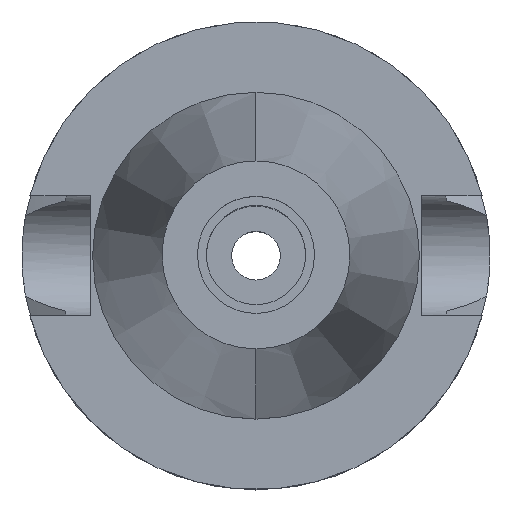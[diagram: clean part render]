
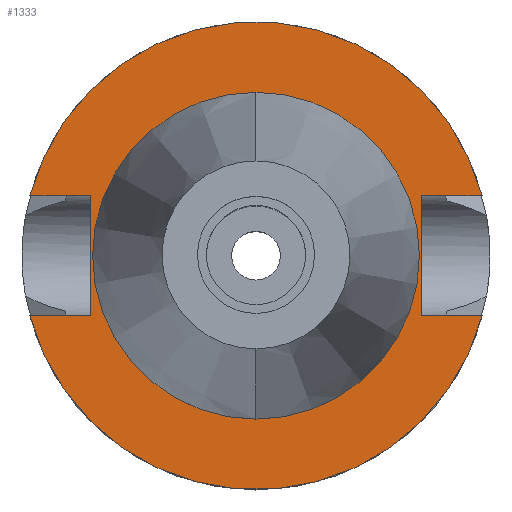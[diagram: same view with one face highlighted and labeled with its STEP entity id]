
A CAD part, top view. The second image highlights one B-rep face of the part: STEP entity #1333.
In plain terms, the highlighted planar face has unit normal (0, 0, 1).
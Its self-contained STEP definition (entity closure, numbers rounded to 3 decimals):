
#21 = FACE_OUTER_BOUND ( 'NONE', #621, .T. ) ;
#39 = ORIENTED_EDGE ( 'NONE', *, *, #574, .F. ) ;
#62 = CARTESIAN_POINT ( 'NONE',  ( 0., 34.925, -1.5 ) ) ;
#106 = CARTESIAN_POINT ( 'NONE',  ( 48.321, -12.85, -1.5 ) ) ;
#118 = VERTEX_POINT ( 'NONE', #3079 ) ;
#179 = DIRECTION ( 'NONE',  ( -1., 0., 0. ) ) ;
#185 = ORIENTED_EDGE ( 'NONE', *, *, #2545, .T. ) ;
#270 = DIRECTION ( 'NONE',  ( 0., 0., -1. ) ) ;
#356 = VERTEX_POINT ( 'NONE', #106 ) ;
#369 = CIRCLE ( 'NONE', #562, 34.925 ) ;
#393 = DIRECTION ( 'NONE',  ( 0., 1., 0. ) ) ;
#479 = CARTESIAN_POINT ( 'NONE',  ( -35.4, -12.85, -1.5 ) ) ;
#480 = AXIS2_PLACEMENT_3D ( 'NONE', #2661, #270, #599 ) ;
#494 = EDGE_CURVE ( 'NONE', #2390, #1596, #2295, .T. ) ;
#540 = CARTESIAN_POINT ( 'NONE',  ( -48.321, 12.85, -1.5 ) ) ;
#562 = AXIS2_PLACEMENT_3D ( 'NONE', #624, #1354, #393 ) ;
#574 = EDGE_CURVE ( 'NONE', #1437, #2873, #2109, .T. ) ;
#581 = CARTESIAN_POINT ( 'NONE',  ( 0., 0., -1.5 ) ) ;
#599 = DIRECTION ( 'NONE',  ( 0., -1., 0. ) ) ;
#612 = CARTESIAN_POINT ( 'NONE',  ( -35.4, -12.85, -1.5 ) ) ;
#621 = EDGE_LOOP ( 'NONE', ( #2811, #1749, #1875, #2909, #185, #1808, #2213, #39 ) ) ;
#624 = CARTESIAN_POINT ( 'NONE',  ( 0., 0., -1.5 ) ) ;
#657 = CARTESIAN_POINT ( 'NONE',  ( -35.4, 12.85, -1.5 ) ) ;
#717 = LINE ( 'NONE', #1667, #2841 ) ;
#732 = FACE_BOUND ( 'NONE', #1777, .T. ) ;
#792 = DIRECTION ( 'NONE',  ( 0., 1., 0. ) ) ;
#932 = LINE ( 'NONE', #1129, #1107 ) ;
#963 = PLANE ( 'NONE',  #480 ) ;
#972 = CARTESIAN_POINT ( 'NONE',  ( 0., -34.925, -1.5 ) ) ;
#1098 = EDGE_CURVE ( 'NONE', #2873, #2680, #1915, .T. ) ;
#1107 = VECTOR ( 'NONE', #1600, 1000. ) ;
#1114 = CARTESIAN_POINT ( 'NONE',  ( 0., 0., -1.5 ) ) ;
#1129 = CARTESIAN_POINT ( 'NONE',  ( 35.4, 12.85, -1.5 ) ) ;
#1197 = VECTOR ( 'NONE', #179, 1000. ) ;
#1292 = VERTEX_POINT ( 'NONE', #1989 ) ;
#1294 = VECTOR ( 'NONE', #1305, 1000. ) ;
#1297 = EDGE_CURVE ( 'NONE', #2680, #118, #1786, .T. ) ;
#1305 = DIRECTION ( 'NONE',  ( 0., -1., 0. ) ) ;
#1333 = ADVANCED_FACE ( 'NONE', ( #21, #732 ), #963, .F. ) ;
#1354 = DIRECTION ( 'NONE',  ( 0., 0., 1. ) ) ;
#1360 = VECTOR ( 'NONE', #1403, 1000. ) ;
#1380 = ORIENTED_EDGE ( 'NONE', *, *, #1574, .F. ) ;
#1403 = DIRECTION ( 'NONE',  ( -1., 0., 0. ) ) ;
#1436 = CARTESIAN_POINT ( 'NONE',  ( -35.4, -12.85, -1.5 ) ) ;
#1437 = VERTEX_POINT ( 'NONE', #612 ) ;
#1479 = CIRCLE ( 'NONE', #1580, 34.925 ) ;
#1574 = EDGE_CURVE ( 'NONE', #2614, #2652, #1479, .T. ) ;
#1580 = AXIS2_PLACEMENT_3D ( 'NONE', #1114, #1844, #2632 ) ;
#1596 = VERTEX_POINT ( 'NONE', #2136 ) ;
#1600 = DIRECTION ( 'NONE',  ( 1., 0., 0. ) ) ;
#1614 = CIRCLE ( 'NONE', #2431, 50. ) ;
#1667 = CARTESIAN_POINT ( 'NONE',  ( 35.4, -12.85, -1.5 ) ) ;
#1716 = DIRECTION ( 'NONE',  ( 0., 0., -1. ) ) ;
#1749 = ORIENTED_EDGE ( 'NONE', *, *, #2976, .F. ) ;
#1777 = EDGE_LOOP ( 'NONE', ( #2095, #1380 ) ) ;
#1786 = CIRCLE ( 'NONE', #3049, 50. ) ;
#1808 = ORIENTED_EDGE ( 'NONE', *, *, #1297, .F. ) ;
#1844 = DIRECTION ( 'NONE',  ( 0., 0., 1. ) ) ;
#1857 = VECTOR ( 'NONE', #3074, 1000. ) ;
#1875 = ORIENTED_EDGE ( 'NONE', *, *, #1959, .F. ) ;
#1915 = LINE ( 'NONE', #657, #1197 ) ;
#1957 = DIRECTION ( 'NONE',  ( 0., 0., -1. ) ) ;
#1959 = EDGE_CURVE ( 'NONE', #1596, #356, #717, .T. ) ;
#1989 = CARTESIAN_POINT ( 'NONE',  ( -48.321, -12.85, -1.5 ) ) ;
#2014 = DIRECTION ( 'NONE',  ( 0., -1., 0. ) ) ;
#2095 = ORIENTED_EDGE ( 'NONE', *, *, #2247, .F. ) ;
#2109 = LINE ( 'NONE', #1436, #1857 ) ;
#2136 = CARTESIAN_POINT ( 'NONE',  ( 35.4, -12.85, -1.5 ) ) ;
#2213 = ORIENTED_EDGE ( 'NONE', *, *, #1098, .F. ) ;
#2223 = CARTESIAN_POINT ( 'NONE',  ( -35.4, 12.85, -1.5 ) ) ;
#2247 = EDGE_CURVE ( 'NONE', #2652, #2614, #369, .T. ) ;
#2295 = LINE ( 'NONE', #2994, #1294 ) ;
#2390 = VERTEX_POINT ( 'NONE', #3065 ) ;
#2422 = EDGE_CURVE ( 'NONE', #1437, #1292, #3080, .T. ) ;
#2431 = AXIS2_PLACEMENT_3D ( 'NONE', #581, #1716, #2014 ) ;
#2545 = EDGE_CURVE ( 'NONE', #2390, #118, #932, .T. ) ;
#2614 = VERTEX_POINT ( 'NONE', #972 ) ;
#2632 = DIRECTION ( 'NONE',  ( 0., -1., 0. ) ) ;
#2652 = VERTEX_POINT ( 'NONE', #62 ) ;
#2661 = CARTESIAN_POINT ( 'NONE',  ( 0., 0., -1.5 ) ) ;
#2680 = VERTEX_POINT ( 'NONE', #540 ) ;
#2811 = ORIENTED_EDGE ( 'NONE', *, *, #2422, .T. ) ;
#2834 = DIRECTION ( 'NONE',  ( 1., 0., 0. ) ) ;
#2841 = VECTOR ( 'NONE', #2834, 1000. ) ;
#2873 = VERTEX_POINT ( 'NONE', #2223 ) ;
#2909 = ORIENTED_EDGE ( 'NONE', *, *, #494, .F. ) ;
#2951 = CARTESIAN_POINT ( 'NONE',  ( 0., 0., -1.5 ) ) ;
#2976 = EDGE_CURVE ( 'NONE', #356, #1292, #1614, .T. ) ;
#2994 = CARTESIAN_POINT ( 'NONE',  ( 35.4, 12.85, -1.5 ) ) ;
#3049 = AXIS2_PLACEMENT_3D ( 'NONE', #2951, #1957, #792 ) ;
#3065 = CARTESIAN_POINT ( 'NONE',  ( 35.4, 12.85, -1.5 ) ) ;
#3074 = DIRECTION ( 'NONE',  ( 0., 1., 0. ) ) ;
#3079 = CARTESIAN_POINT ( 'NONE',  ( 48.321, 12.85, -1.5 ) ) ;
#3080 = LINE ( 'NONE', #479, #1360 ) ;
